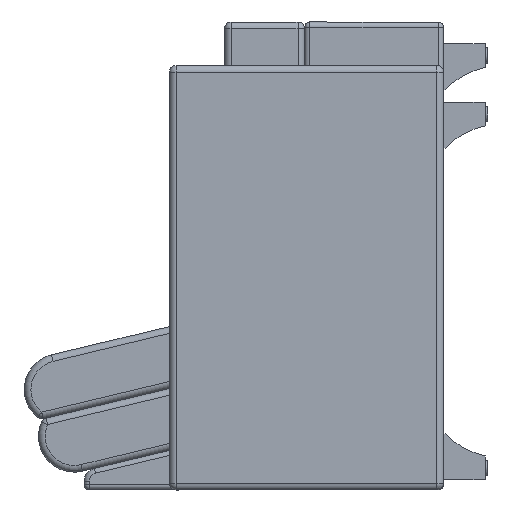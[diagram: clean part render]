
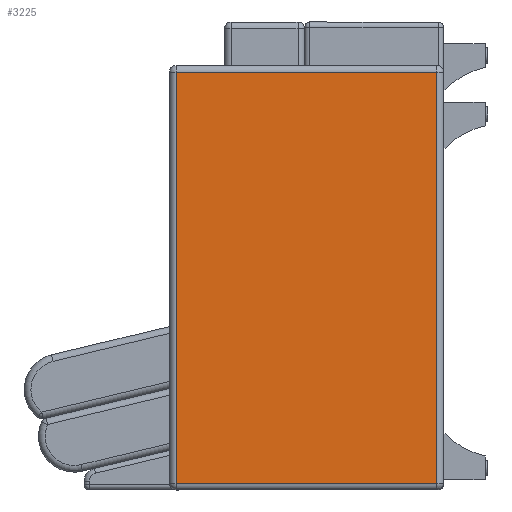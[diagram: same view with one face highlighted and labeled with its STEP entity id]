
A CAD part, left-side view. The second image highlights one B-rep face of the part: STEP entity #3225.
In plain terms, the highlighted face is planar.
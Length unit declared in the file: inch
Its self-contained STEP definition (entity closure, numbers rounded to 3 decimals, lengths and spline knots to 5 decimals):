
#215=PLANE('',#3850);
#479=FACE_OUTER_BOUND('',#714,.T.);
#714=EDGE_LOOP('',(#2848,#2849,#2850,#2851));
#920=LINE('',#5991,#1133);
#928=LINE('',#6028,#1141);
#930=LINE('',#6034,#1143);
#931=LINE('',#6035,#1144);
#1133=VECTOR('',#4896,0.3937);
#1141=VECTOR('',#4942,0.3937);
#1143=VECTOR('',#4948,0.3937);
#1144=VECTOR('',#4949,0.3937);
#1578=VERTEX_POINT('',#5988);
#1579=VERTEX_POINT('',#5990);
#1589=VERTEX_POINT('',#6027);
#1591=VERTEX_POINT('',#6033);
#1991=EDGE_CURVE('',#1578,#1579,#920,.T.);
#2010=EDGE_CURVE('',#1579,#1589,#928,.T.);
#2013=EDGE_CURVE('',#1591,#1578,#930,.T.);
#2014=EDGE_CURVE('',#1589,#1591,#931,.T.);
#2848=ORIENTED_EDGE('',*,*,#1991,.F.);
#2849=ORIENTED_EDGE('',*,*,#2013,.F.);
#2850=ORIENTED_EDGE('',*,*,#2014,.F.);
#2851=ORIENTED_EDGE('',*,*,#2010,.F.);
#3225=ADVANCED_FACE('',(#479),#215,.T.);
#3850=AXIS2_PLACEMENT_3D('',#6032,#4946,#4947);
#4896=DIRECTION('',(0.,0.,-1.));
#4942=DIRECTION('',(0.,-1.,0.));
#4946=DIRECTION('center_axis',(1.,0.,0.));
#4947=DIRECTION('ref_axis',(0.,0.,-1.));
#4948=DIRECTION('',(0.,1.,0.));
#4949=DIRECTION('',(0.,0.,1.));
#5988=CARTESIAN_POINT('',(2.5,10.05631,13.97163));
#5990=CARTESIAN_POINT('',(2.5,10.05631,-16.77268));
#5991=CARTESIAN_POINT('',(2.5,10.05631,-9.21161));
#6027=CARTESIAN_POINT('',(2.5,-9.44369,-16.77268));
#6028=CARTESIAN_POINT('',(2.5,-4.94369,-16.77268));
#6032=CARTESIAN_POINT('Origin',(2.5,0.05631,-1.40053));
#6033=CARTESIAN_POINT('',(2.5,-9.44369,13.97163));
#6034=CARTESIAN_POINT('',(2.5,5.05631,13.97163));
#6035=CARTESIAN_POINT('',(2.5,-9.44369,6.41055));
